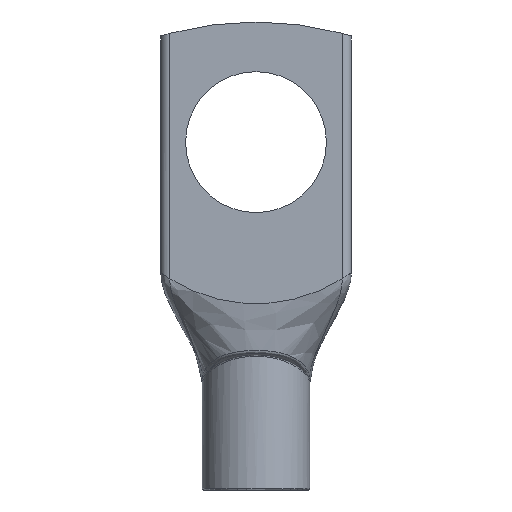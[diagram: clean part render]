
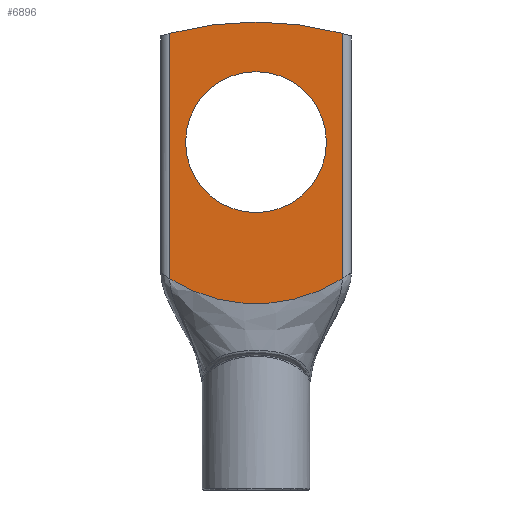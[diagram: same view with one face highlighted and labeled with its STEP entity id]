
A CAD part, front view. The second image highlights one B-rep face of the part: STEP entity #6896.
In plain terms, the highlighted planar face has unit normal (0, -1, 0).
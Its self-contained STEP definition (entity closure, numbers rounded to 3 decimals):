
#5398=CARTESIAN_POINT('',(-10.4,-8.0,12.993));
#5399=VERTEX_POINT('',#5398);
#5655=CARTESIAN_POINT('',(10.4,-8.0,12.993));
#5656=VERTEX_POINT('',#5655);
#5671=CARTESIAN_POINT('',(0.,-8.0,29.488));
#5672=DIRECTION('',(0.0,1.0,0.0));
#5673=DIRECTION('',(0.59,0.0,-0.808));
#5674=AXIS2_PLACEMENT_3D('',#5671,#5672,#5673);
#5675=CIRCLE('',#5674,19.5);
#5676=EDGE_CURVE('',#5656,#5399,#5675,.T.);
#6407=CARTESIAN_POINT('',(8.5,-8.0,29.488));
#6408=VERTEX_POINT('',#6407);
#6409=CARTESIAN_POINT('',(0.,-8.0,29.488));
#6410=DIRECTION('',(0.0,1.0,0.0));
#6411=DIRECTION('',(-1.0,0.0,0.0));
#6412=AXIS2_PLACEMENT_3D('',#6409,#6410,#6411);
#6413=CIRCLE('',#6412,8.5);
#6414=EDGE_CURVE('',#6408,#6408,#6413,.T.);
#6602=CARTESIAN_POINT('',(-10.4,-8.0,42.613));
#6603=VERTEX_POINT('',#6602);
#6619=CARTESIAN_POINT('',(10.4,-8.0,42.613));
#6620=VERTEX_POINT('',#6619);
#6621=CARTESIAN_POINT('',(0.,-8.0,3.988));
#6622=DIRECTION('',(0.0,1.0,0.0));
#6623=DIRECTION('',(-0.288,0.0,0.958));
#6624=AXIS2_PLACEMENT_3D('',#6621,#6622,#6623);
#6625=CIRCLE('',#6624,40.);
#6626=EDGE_CURVE('',#6603,#6620,#6625,.T.);
#6691=CARTESIAN_POINT('',(-10.4,-8.0,12.993));
#6692=DIRECTION('',(0.0,0.0,1.0));
#6693=VECTOR('',#6692,29.619);
#6694=LINE('',#6691,#6693);
#6695=EDGE_CURVE('',#5399,#6603,#6694,.T.);
#6877=CARTESIAN_POINT('',(0.,-8.0,27.548));
#6878=DIRECTION('',(0.0,1.0,0.0));
#6879=DIRECTION('',(0.0,0.0,1.0));
#6880=AXIS2_PLACEMENT_3D('',#6877,#6878,#6879);
#6881=PLANE('',#6880);
#6882=ORIENTED_EDGE('',*,*,#6695,.F.);
#6883=ORIENTED_EDGE('',*,*,#5676,.F.);
#6884=CARTESIAN_POINT('',(10.4,-8.0,42.613));
#6885=DIRECTION('',(0.0,0.0,-1.0));
#6886=VECTOR('',#6885,29.619);
#6887=LINE('',#6884,#6886);
#6888=EDGE_CURVE('',#6620,#5656,#6887,.T.);
#6889=ORIENTED_EDGE('',*,*,#6888,.F.);
#6890=ORIENTED_EDGE('',*,*,#6626,.F.);
#6891=EDGE_LOOP('',(#6882,#6883,#6889,#6890));
#6892=FACE_OUTER_BOUND('',#6891,.T.);
#6893=ORIENTED_EDGE('',*,*,#6414,.T.);
#6894=EDGE_LOOP('',(#6893));
#6895=FACE_BOUND('',#6894,.T.);
#6896=ADVANCED_FACE('',(#6892,#6895),#6881,.F.);
